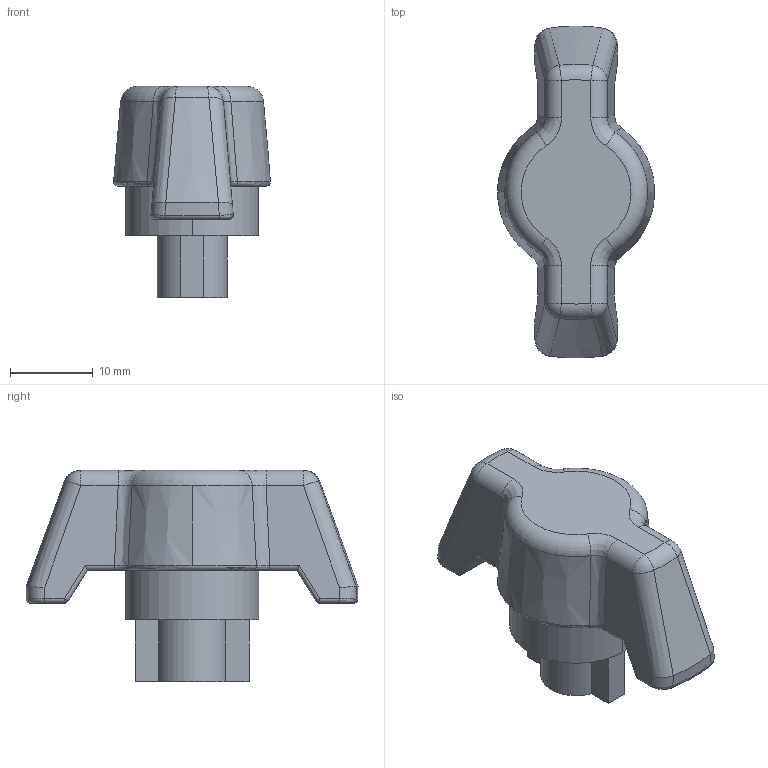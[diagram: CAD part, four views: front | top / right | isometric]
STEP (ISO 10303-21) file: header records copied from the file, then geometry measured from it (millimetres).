
FILE_DESCRIPTION (( 'STEP AP203' ), '1' );
FILE_NAME ('AP02.05.35.0 PLASTIK.STEP', '2022-07-26T12:14:57', ( '' ), ( '' ), 'SwSTEP 2.0', 'SolidWorks 2021', '' );
FILE_SCHEMA (( 'CONFIG_CONTROL_DESIGN' ));
Length unit declared in the file: millimetre
Products named in the file (1): AP02.05.35.0 PLASTIK
Bounding box: 18.97 x 40.17 x 25.56 mm (x, y, z)
Surface area: 2704.1 mm2 (no closed solid volume)
Topology: 0 solids, 1 shells, 90 faces, 216 edges, 128 vertices
Faces by surface type: cylinder 24, bspline 24, plane 18, cone 8, torus 8, sphere 8
Entity records: 4411 total; most frequent: CARTESIAN_POINT 2706, ORIENTED_EDGE 418, EDGE_CURVE 210, DIRECTION 192, B_SPLINE_CURVE_WITH_KNOTS 165, VERTEX_POINT 124, EDGE_LOOP 93, ADVANCED_FACE 90
